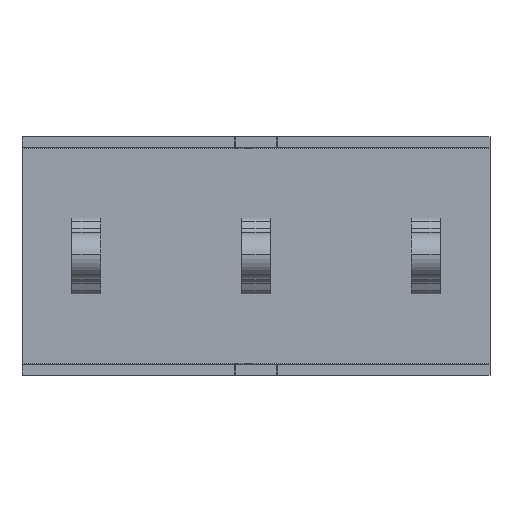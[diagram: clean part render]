
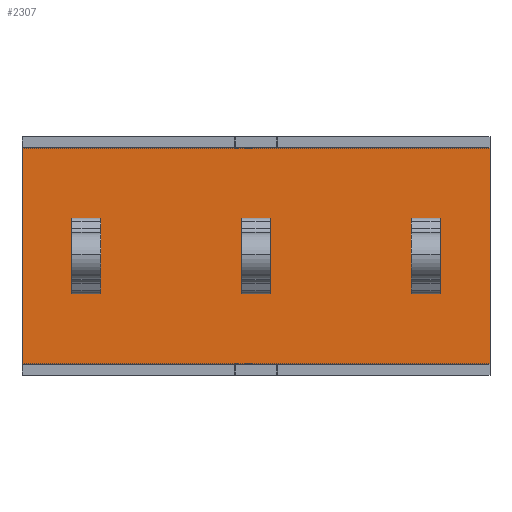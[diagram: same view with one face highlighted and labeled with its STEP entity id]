
A CAD part, front view. The second image highlights one B-rep face of the part: STEP entity #2307.
In plain terms, the highlighted planar face has unit normal (0, -1, 0).
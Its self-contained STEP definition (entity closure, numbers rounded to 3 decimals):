
#152 = ORIENTED_EDGE ( 'NONE', *, *, #3068, .T. ) ;
#207 = VECTOR ( 'NONE', #1608, 1000. ) ;
#365 = CARTESIAN_POINT ( 'NONE',  ( -2.7, -6.3, -1.95 ) ) ;
#392 = EDGE_LOOP ( 'NONE', ( #1993, #1905, #5138, #2346 ) ) ;
#397 = VECTOR ( 'NONE', #4298, 1000. ) ;
#419 = DIRECTION ( 'NONE',  ( -1., 0., 0. ) ) ;
#483 = VERTEX_POINT ( 'NONE', #1755 ) ;
#536 = VECTOR ( 'NONE', #1970, 1000. ) ;
#620 = DIRECTION ( 'NONE',  ( 0., 0., -1. ) ) ;
#649 = ORIENTED_EDGE ( 'NONE', *, *, #3983, .T. ) ;
#725 = VERTEX_POINT ( 'NONE', #3576 ) ;
#743 = EDGE_CURVE ( 'NONE', #935, #1417, #3184, .T. ) ;
#759 = CARTESIAN_POINT ( 'NONE',  ( 5.1, -6.3, 1.05 ) ) ;
#768 = VECTOR ( 'NONE', #2241, 1000. ) ;
#810 = CARTESIAN_POINT ( 'NONE',  ( -4.3, -6.3, -1.05 ) ) ;
#879 = DIRECTION ( 'NONE',  ( -1., 0., 0. ) ) ;
#927 = CARTESIAN_POINT ( 'NONE',  ( 4.3, -6.3, 1.05 ) ) ;
#935 = VERTEX_POINT ( 'NONE', #3260 ) ;
#1118 = LINE ( 'NONE', #1147, #2404 ) ;
#1147 = CARTESIAN_POINT ( 'NONE',  ( 6.475, -6.3, -1.95 ) ) ;
#1158 = VERTEX_POINT ( 'NONE', #2738 ) ;
#1187 = FACE_BOUND ( 'NONE', #1773, .T. ) ;
#1242 = CARTESIAN_POINT ( 'NONE',  ( -6.475, -6.3, -2.98 ) ) ;
#1393 = EDGE_CURVE ( 'NONE', #1158, #1417, #2528, .T. ) ;
#1417 = VERTEX_POINT ( 'NONE', #5210 ) ;
#1439 = CARTESIAN_POINT ( 'NONE',  ( -6.475, -6.3, 1.95 ) ) ;
#1520 = CARTESIAN_POINT ( 'NONE',  ( 5.1, -6.3, 1.05 ) ) ;
#1543 = DIRECTION ( 'NONE',  ( 0., 0., -1. ) ) ;
#1556 = DIRECTION ( 'NONE',  ( -1., 0., 0. ) ) ;
#1608 = DIRECTION ( 'NONE',  ( 0., 0., -1. ) ) ;
#1640 = VERTEX_POINT ( 'NONE', #2820 ) ;
#1708 = VERTEX_POINT ( 'NONE', #2291 ) ;
#1714 = DIRECTION ( 'NONE',  ( 0., 0., -1. ) ) ;
#1735 = EDGE_CURVE ( 'NONE', #1929, #1708, #3442, .T. ) ;
#1753 = EDGE_CURVE ( 'NONE', #4837, #5161, #1118, .T. ) ;
#1755 = CARTESIAN_POINT ( 'NONE',  ( -5.1, -6.3, -1.05 ) ) ;
#1773 = EDGE_LOOP ( 'NONE', ( #5065, #649, #4470, #3250 ) ) ;
#1793 = CARTESIAN_POINT ( 'NONE',  ( -5.1, -6.3, 1.05 ) ) ;
#1882 = EDGE_CURVE ( 'NONE', #2775, #935, #3617, .T. ) ;
#1885 = VERTEX_POINT ( 'NONE', #1520 ) ;
#1905 = ORIENTED_EDGE ( 'NONE', *, *, #3405, .F. ) ;
#1923 = CARTESIAN_POINT ( 'NONE',  ( -4.3, -6.3, 1.05 ) ) ;
#1929 = VERTEX_POINT ( 'NONE', #5037 ) ;
#1970 = DIRECTION ( 'NONE',  ( 0., 0., -1. ) ) ;
#1993 = ORIENTED_EDGE ( 'NONE', *, *, #1753, .F. ) ;
#2241 = DIRECTION ( 'NONE',  ( 0., 0., 1. ) ) ;
#2245 = LINE ( 'NONE', #4196, #397 ) ;
#2256 = ORIENTED_EDGE ( 'NONE', *, *, #1882, .F. ) ;
#2291 = CARTESIAN_POINT ( 'NONE',  ( -6.475, -6.3, 2.98 ) ) ;
#2307 = ADVANCED_FACE ( 'NONE', ( #4768, #5234, #1187, #4417 ), #2755, .F. ) ;
#2314 = EDGE_CURVE ( 'NONE', #5161, #1929, #4743, .T. ) ;
#2336 = VERTEX_POINT ( 'NONE', #927 ) ;
#2346 = ORIENTED_EDGE ( 'NONE', *, *, #2314, .F. ) ;
#2358 = LINE ( 'NONE', #3561, #207 ) ;
#2404 = VECTOR ( 'NONE', #620, 1000. ) ;
#2512 = VECTOR ( 'NONE', #1543, 1000. ) ;
#2528 = LINE ( 'NONE', #4143, #4860 ) ;
#2534 = CARTESIAN_POINT ( 'NONE',  ( 5.1, -6.3, -1.95 ) ) ;
#2563 = EDGE_LOOP ( 'NONE', ( #152, #3843, #3580, #2256 ) ) ;
#2592 = CARTESIAN_POINT ( 'NONE',  ( 0.4, -6.3, 1.05 ) ) ;
#2632 = VECTOR ( 'NONE', #3221, 1000. ) ;
#2738 = CARTESIAN_POINT ( 'NONE',  ( 0.4, -6.3, -1.05 ) ) ;
#2754 = ORIENTED_EDGE ( 'NONE', *, *, #5239, .T. ) ;
#2755 = PLANE ( 'NONE',  #4251 ) ;
#2775 = VERTEX_POINT ( 'NONE', #2592 ) ;
#2782 = DIRECTION ( 'NONE',  ( 1., 0., 0. ) ) ;
#2816 = EDGE_CURVE ( 'NONE', #1885, #2336, #3082, .T. ) ;
#2820 = CARTESIAN_POINT ( 'NONE',  ( 5.1, -6.3, -1.05 ) ) ;
#2849 = LINE ( 'NONE', #4515, #3145 ) ;
#2892 = VECTOR ( 'NONE', #1556, 1000. ) ;
#2922 = EDGE_CURVE ( 'NONE', #1640, #725, #4834, .T. ) ;
#3068 = EDGE_CURVE ( 'NONE', #2775, #1158, #5122, .T. ) ;
#3082 = LINE ( 'NONE', #3933, #2892 ) ;
#3126 = EDGE_LOOP ( 'NONE', ( #4078, #3892, #3311, #2754 ) ) ;
#3145 = VECTOR ( 'NONE', #879, 1000. ) ;
#3155 = DIRECTION ( 'NONE',  ( 0., 0., -1. ) ) ;
#3184 = LINE ( 'NONE', #4756, #4971 ) ;
#3212 = CARTESIAN_POINT ( 'NONE',  ( -2.7, -6.3, -1.05 ) ) ;
#3221 = DIRECTION ( 'NONE',  ( -1., 0., 0. ) ) ;
#3250 = ORIENTED_EDGE ( 'NONE', *, *, #3594, .F. ) ;
#3258 = LINE ( 'NONE', #2534, #5215 ) ;
#3260 = CARTESIAN_POINT ( 'NONE',  ( -0.4, -6.3, 1.05 ) ) ;
#3311 = ORIENTED_EDGE ( 'NONE', *, *, #2816, .F. ) ;
#3405 = EDGE_CURVE ( 'NONE', #1708, #4837, #3554, .T. ) ;
#3442 = LINE ( 'NONE', #1439, #768 ) ;
#3518 = DIRECTION ( 'NONE',  ( -1., 0., 0. ) ) ;
#3554 = LINE ( 'NONE', #4807, #4094 ) ;
#3561 = CARTESIAN_POINT ( 'NONE',  ( 4.3, -6.3, 1.05 ) ) ;
#3576 = CARTESIAN_POINT ( 'NONE',  ( 4.3, -6.3, -1.05 ) ) ;
#3580 = ORIENTED_EDGE ( 'NONE', *, *, #743, .F. ) ;
#3594 = EDGE_CURVE ( 'NONE', #4917, #3693, #2849, .T. ) ;
#3617 = LINE ( 'NONE', #759, #2632 ) ;
#3649 = EDGE_CURVE ( 'NONE', #483, #3693, #2245, .T. ) ;
#3693 = VERTEX_POINT ( 'NONE', #1793 ) ;
#3725 = CARTESIAN_POINT ( 'NONE',  ( 6.475, -6.3, 2.98 ) ) ;
#3737 = VECTOR ( 'NONE', #4174, 1000. ) ;
#3818 = VECTOR ( 'NONE', #419, 1000. ) ;
#3843 = ORIENTED_EDGE ( 'NONE', *, *, #1393, .T. ) ;
#3872 = CARTESIAN_POINT ( 'NONE',  ( 0.4, -6.3, 1.05 ) ) ;
#3892 = ORIENTED_EDGE ( 'NONE', *, *, #4725, .F. ) ;
#3933 = CARTESIAN_POINT ( 'NONE',  ( 5.1, -6.3, 1.05 ) ) ;
#3950 = EDGE_CURVE ( 'NONE', #4917, #5110, #4802, .T. ) ;
#3983 = EDGE_CURVE ( 'NONE', #5110, #483, #4777, .T. ) ;
#4078 = ORIENTED_EDGE ( 'NONE', *, *, #2922, .T. ) ;
#4094 = VECTOR ( 'NONE', #4405, 1000. ) ;
#4143 = CARTESIAN_POINT ( 'NONE',  ( -2.7, -6.3, -1.05 ) ) ;
#4174 = DIRECTION ( 'NONE',  ( -1., 0., 0. ) ) ;
#4196 = CARTESIAN_POINT ( 'NONE',  ( -5.1, -6.3, 1.95 ) ) ;
#4251 = AXIS2_PLACEMENT_3D ( 'NONE', #365, #4335, #2782 ) ;
#4298 = DIRECTION ( 'NONE',  ( 0., 0., 1. ) ) ;
#4335 = DIRECTION ( 'NONE',  ( 0., 1., 0. ) ) ;
#4405 = DIRECTION ( 'NONE',  ( 1., 0., 0. ) ) ;
#4408 = CARTESIAN_POINT ( 'NONE',  ( -2.7, -6.3, -1.05 ) ) ;
#4417 = FACE_BOUND ( 'NONE', #3126, .T. ) ;
#4451 = DIRECTION ( 'NONE',  ( -1., 0., 0. ) ) ;
#4470 = ORIENTED_EDGE ( 'NONE', *, *, #3649, .T. ) ;
#4515 = CARTESIAN_POINT ( 'NONE',  ( 5.1, -6.3, 1.05 ) ) ;
#4725 = EDGE_CURVE ( 'NONE', #2336, #725, #2358, .T. ) ;
#4743 = LINE ( 'NONE', #1242, #3737 ) ;
#4756 = CARTESIAN_POINT ( 'NONE',  ( -0.4, -6.3, 1.05 ) ) ;
#4768 = FACE_OUTER_BOUND ( 'NONE', #392, .T. ) ;
#4777 = LINE ( 'NONE', #3212, #4789 ) ;
#4789 = VECTOR ( 'NONE', #3518, 1000. ) ;
#4802 = LINE ( 'NONE', #5159, #536 ) ;
#4807 = CARTESIAN_POINT ( 'NONE',  ( 6.475, -6.3, 2.98 ) ) ;
#4834 = LINE ( 'NONE', #4408, #3818 ) ;
#4837 = VERTEX_POINT ( 'NONE', #3725 ) ;
#4860 = VECTOR ( 'NONE', #4451, 1000. ) ;
#4917 = VERTEX_POINT ( 'NONE', #1923 ) ;
#4971 = VECTOR ( 'NONE', #3155, 1000. ) ;
#5037 = CARTESIAN_POINT ( 'NONE',  ( -6.475, -6.3, -2.98 ) ) ;
#5065 = ORIENTED_EDGE ( 'NONE', *, *, #3950, .T. ) ;
#5110 = VERTEX_POINT ( 'NONE', #810 ) ;
#5122 = LINE ( 'NONE', #3872, #2512 ) ;
#5138 = ORIENTED_EDGE ( 'NONE', *, *, #1735, .F. ) ;
#5159 = CARTESIAN_POINT ( 'NONE',  ( -4.3, -6.3, 1.05 ) ) ;
#5161 = VERTEX_POINT ( 'NONE', #5187 ) ;
#5187 = CARTESIAN_POINT ( 'NONE',  ( 6.475, -6.3, -2.98 ) ) ;
#5210 = CARTESIAN_POINT ( 'NONE',  ( -0.4, -6.3, -1.05 ) ) ;
#5215 = VECTOR ( 'NONE', #1714, 1000. ) ;
#5234 = FACE_BOUND ( 'NONE', #2563, .T. ) ;
#5239 = EDGE_CURVE ( 'NONE', #1885, #1640, #3258, .T. ) ;
